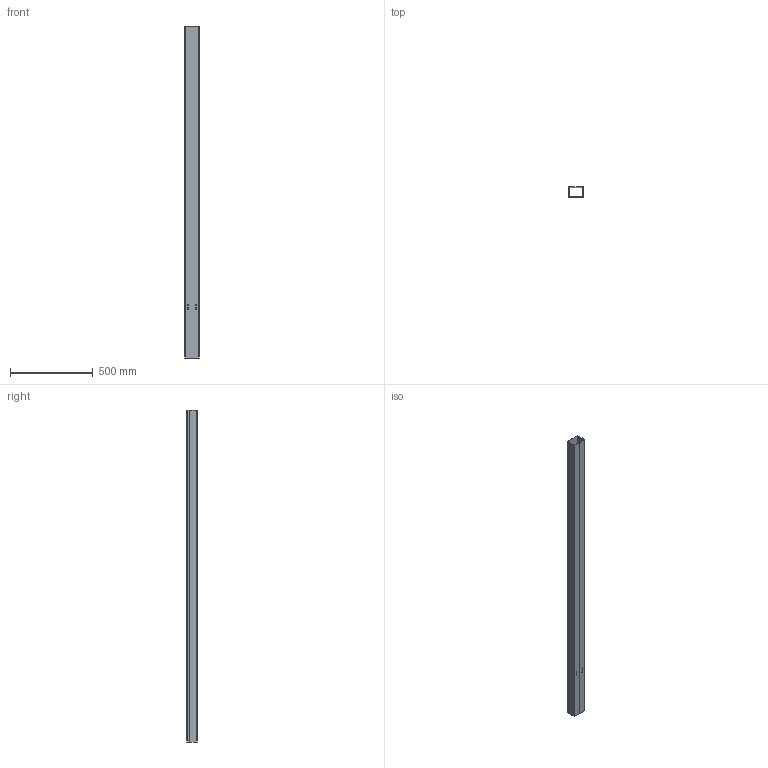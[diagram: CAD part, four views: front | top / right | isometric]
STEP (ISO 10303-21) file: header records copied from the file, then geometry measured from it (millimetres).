
FILE_DESCRIPTION (( 'STEP AP214' ), '1' );
FILE_NAME ('6021913.stp', '2016-04-22T08:36:37', ( '' ), ( '' ), 'SwSTEP 2.0', 'SolidWorks 2014', '' );
FILE_SCHEMA (( 'AUTOMOTIVE_DESIGN' ));
Length unit declared in the file: millimetre
Products named in the file (3): Oberteil_90; Unterteil_60090; 6021913
Assembly tree (2 placements, depth 2):
  6021913
    Unterteil_60090
    Oberteil_90
Bounding box: 88.5 x 60.3 x 2000 mm (x, y, z)
Volume: 1235125.5 mm3; surface area: 1309175.2 mm2
Topology: 2 solids, 2 shells, 89 faces, 255 edges, 170 vertices
Faces by surface type: plane 54, cylinder 35
Entity records: 4024 total; most frequent: CARTESIAN_POINT 519, DIRECTION 513, ORIENTED_EDGE 510, EDGE_CURVE 255, VECTOR 185, LINE 185, VERTEX_POINT 170, AXIS2_PLACEMENT_3D 164
